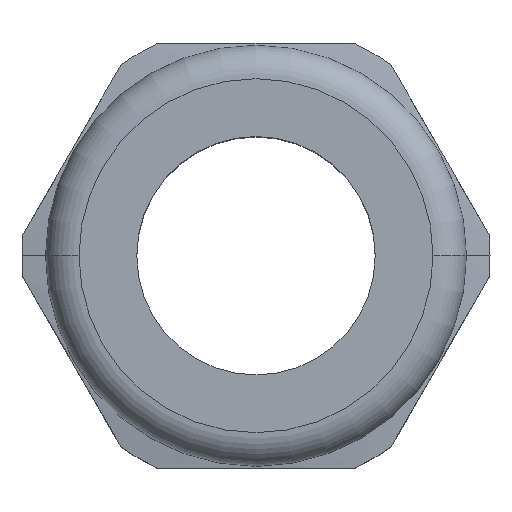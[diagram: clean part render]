
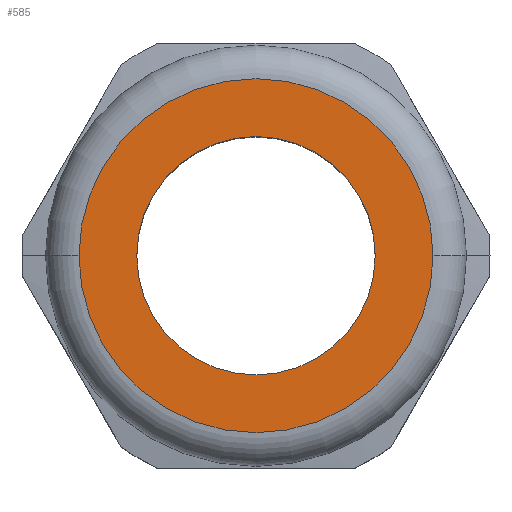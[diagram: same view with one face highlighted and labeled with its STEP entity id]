
A CAD part, top view. The second image highlights one B-rep face of the part: STEP entity #585.
In plain terms, the highlighted planar face has unit normal (0, 0, 1).
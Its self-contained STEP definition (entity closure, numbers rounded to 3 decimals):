
#12 = CARTESIAN_POINT ( 'NONE',  ( -23.75, 0., 46.5 ) ) ;
#28 = CARTESIAN_POINT ( 'NONE',  ( 23.75, 0., 46.5 ) ) ;
#118 = AXIS2_PLACEMENT_3D ( 'NONE', #1259, #1258, #1257 ) ;
#219 = DIRECTION ( 'NONE',  ( 1., 0., 0. ) ) ;
#220 = DIRECTION ( 'NONE',  ( 0., 0., 1. ) ) ;
#221 = CARTESIAN_POINT ( 'NONE',  ( 0., 0., 46.5 ) ) ;
#445 = CIRCLE ( 'NONE', #1396, 16. ) ;
#446 = CIRCLE ( 'NONE', #1403, 23.75 ) ;
#469 = CIRCLE ( 'NONE', #118, 16. ) ;
#488 = CIRCLE ( 'NONE', #952, 23.75 ) ;
#548 = EDGE_CURVE ( 'NONE', #1137, #1121, #488, .T. ) ;
#585 = ADVANCED_FACE ( 'NONE', ( #667, #963 ), #1308, .T. ) ;
#599 = EDGE_CURVE ( 'NONE', #1109, #1085, #469, .T. ) ;
#642 = EDGE_CURVE ( 'NONE', #1121, #1137, #446, .T. ) ;
#643 = EDGE_CURVE ( 'NONE', #1085, #1109, #445, .T. ) ;
#667 = FACE_BOUND ( 'NONE', #697, .T. ) ;
#697 = EDGE_LOOP ( 'NONE', ( #765, #763 ) ) ;
#698 = EDGE_LOOP ( 'NONE', ( #766, #762 ) ) ;
#762 = ORIENTED_EDGE ( 'NONE', *, *, #642, .T. ) ;
#763 = ORIENTED_EDGE ( 'NONE', *, *, #599, .F. ) ;
#765 = ORIENTED_EDGE ( 'NONE', *, *, #643, .F. ) ;
#766 = ORIENTED_EDGE ( 'NONE', *, *, #548, .T. ) ;
#952 = AXIS2_PLACEMENT_3D ( 'NONE', #221, #220, #219 ) ;
#963 = FACE_OUTER_BOUND ( 'NONE', #698, .T. ) ;
#1085 = VERTEX_POINT ( 'NONE', #1611 ) ;
#1109 = VERTEX_POINT ( 'NONE', #1635 ) ;
#1121 = VERTEX_POINT ( 'NONE', #12 ) ;
#1137 = VERTEX_POINT ( 'NONE', #28 ) ;
#1239 = AXIS2_PLACEMENT_3D ( 'NONE', #1307, #1306, #1305 ) ;
#1257 = DIRECTION ( 'NONE',  ( 1., 0., 0. ) ) ;
#1258 = DIRECTION ( 'NONE',  ( 0., 0., 1. ) ) ;
#1259 = CARTESIAN_POINT ( 'NONE',  ( 0., 0., 46.5 ) ) ;
#1305 = DIRECTION ( 'NONE',  ( 1., 0., 0. ) ) ;
#1306 = DIRECTION ( 'NONE',  ( 0., 0., 1. ) ) ;
#1307 = CARTESIAN_POINT ( 'NONE',  ( 0., 0., 46.5 ) ) ;
#1308 = PLANE ( 'NONE',  #1239 ) ;
#1396 = AXIS2_PLACEMENT_3D ( 'NONE', #1573, #1574, #1575 ) ;
#1403 = AXIS2_PLACEMENT_3D ( 'NONE', #1570, #1571, #1572 ) ;
#1570 = CARTESIAN_POINT ( 'NONE',  ( 0., 0., 46.5 ) ) ;
#1571 = DIRECTION ( 'NONE',  ( 0., 0., 1. ) ) ;
#1572 = DIRECTION ( 'NONE',  ( 1., 0., 0. ) ) ;
#1573 = CARTESIAN_POINT ( 'NONE',  ( 0., 0., 46.5 ) ) ;
#1574 = DIRECTION ( 'NONE',  ( 0., 0., 1. ) ) ;
#1575 = DIRECTION ( 'NONE',  ( 1., 0., 0. ) ) ;
#1611 = CARTESIAN_POINT ( 'NONE',  ( 16., 0., 46.5 ) ) ;
#1635 = CARTESIAN_POINT ( 'NONE',  ( -16., 0., 46.5 ) ) ;
